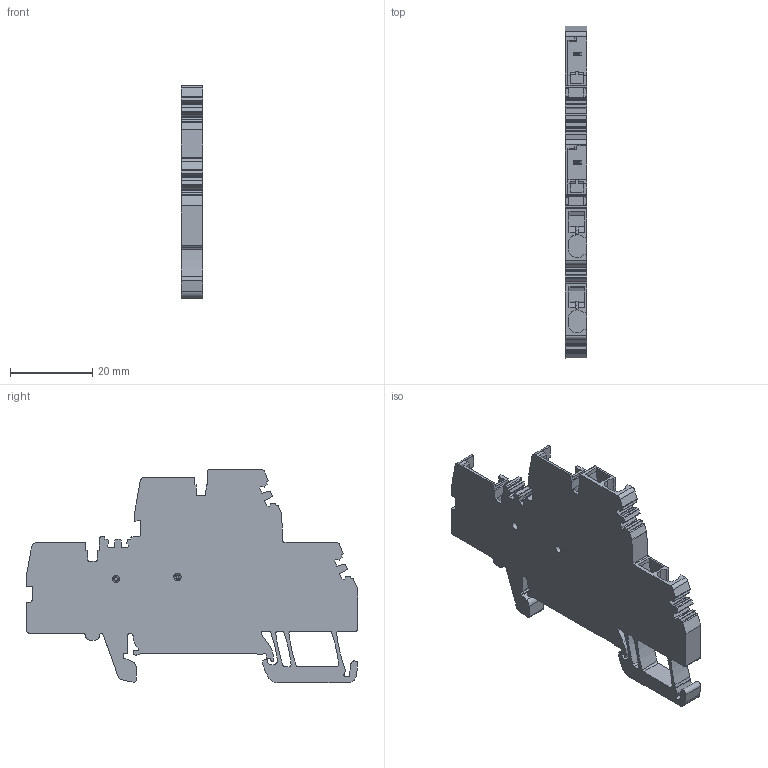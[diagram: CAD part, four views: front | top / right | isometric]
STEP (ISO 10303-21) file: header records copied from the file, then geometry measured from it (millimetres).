
FILE_DESCRIPTION(('CATIA V5 STEP Exchange','CAx-IF Rec.Pracs.--- Model Styling and Organization---1.5--- 2016-08-15','CAx-IF Rec.Pracs.---Supplemental Geometry---1.0---2011-11-01','CAx-IF Rec.Pracs.--- Composite Materials ---1.1---2010-07-15'),'2;1');
FILE_NAME ('022644-2_0', '2025-09-19T07:52:01+00:00', ('none'), ('Weidmueller'), 'CATIA Version 5-6 Release 2024 SP4', 'CATIA V5 STEP AP214 v3', 'none');
FILE_SCHEMA(('AUTOMOTIVE_DESIGN { 1 0 10303 214 1 1 1 1 }'));
Length unit declared in the file: millimetre
Products named in the file (1): 1815150000_ZDT_2-5_2
Bounding box: 5.1 x 80.51 x 51.71 mm (x, y, z)
Volume: 11161.4 mm3; surface area: 8534.3 mm2
Topology: 3 solids, 3 shells, 475 faces, 1410 edges, 948 vertices
Faces by surface type: plane 287, cylinder 163, extrusion 10, torus 8, cone 4, sphere 2, bspline 1
Entity records: 15596 total; most frequent: CARTESIAN_POINT 3220, ORIENTED_EDGE 2814, DIRECTION 2138, EDGE_CURVE 1407, VECTOR 1020, LINE 1010, VERTEX_POINT 948, AXIS2_PLACEMENT_3D 728
